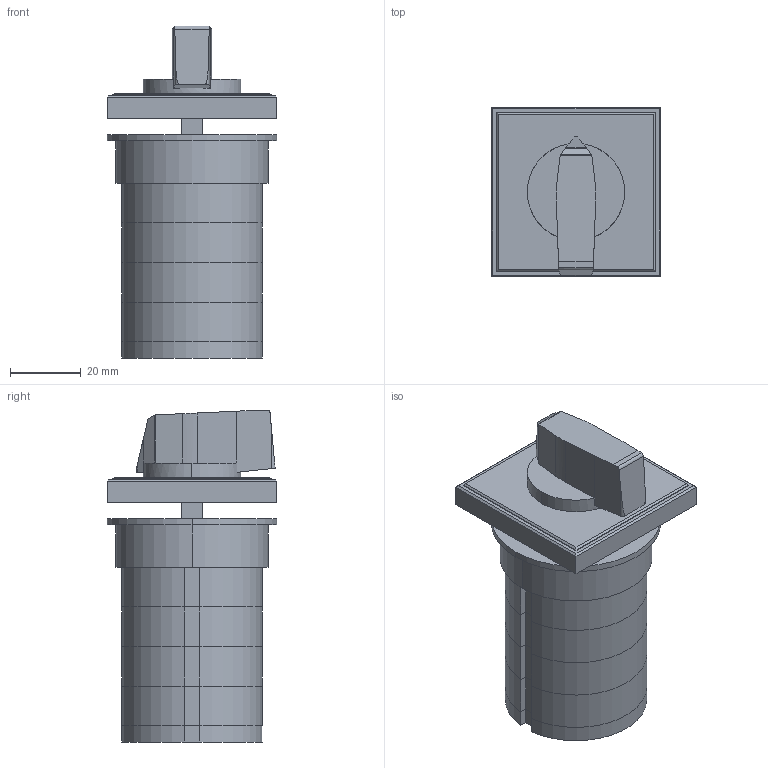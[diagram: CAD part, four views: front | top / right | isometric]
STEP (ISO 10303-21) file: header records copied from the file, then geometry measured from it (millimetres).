
FILE_DESCRIPTION((''),'2;1');
FILE_NAME('3d_7GN1275U.stp','2012-10-02T14:28:33',(''),(''),'Mechanical Desktop 2011','Mechanical Desktop 2011',', , ');
FILE_SCHEMA(('CONFIG_CONTROL_DESIGN'));
Length unit declared in the file: millimetre
Products named in the file (1): Product
Bounding box: 48 x 48 x 93.9 mm (x, y, z)
Volume: 106398.7 mm3; surface area: 40665.5 mm2
Topology: 11 solids, 11 shells, 126 faces, 298 edges, 194 vertices
Faces by surface type: plane 81, cylinder 27, bspline 18
Entity records: 3669 total; most frequent: CARTESIAN_POINT 673, ORIENTED_EDGE 596, DIRECTION 580, EDGE_CURVE 298, VECTOR 234, LINE 234, VERTEX_POINT 194, AXIS2_PLACEMENT_3D 173
